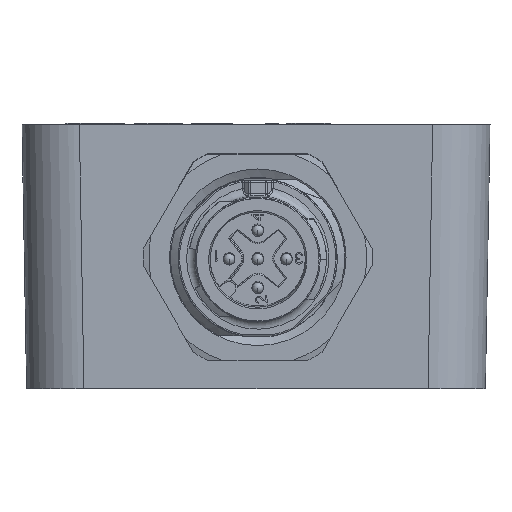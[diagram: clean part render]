
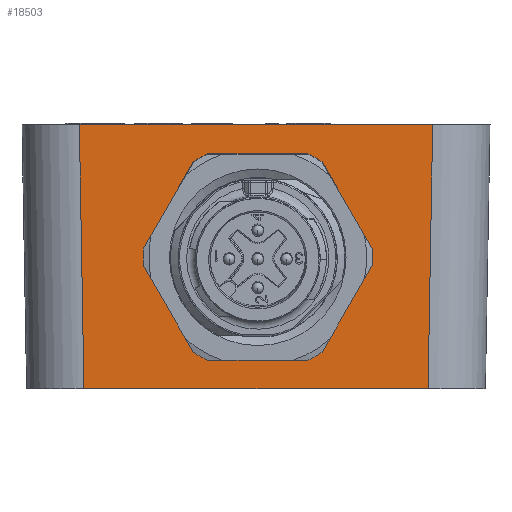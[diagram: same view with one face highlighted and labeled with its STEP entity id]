
A CAD part, front view. The second image highlights one B-rep face of the part: STEP entity #18503.
In plain terms, the highlighted planar face has unit normal (0, -1, -0.018).
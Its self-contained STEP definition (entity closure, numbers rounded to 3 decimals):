
#129=FACE_BOUND('',#3301,.T.);
#589=CIRCLE('',#19951,9.5);
#591=CIRCLE('',#19954,9.5);
#592=CIRCLE('',#19956,9.5);
#594=CIRCLE('',#19959,9.5);
#596=CIRCLE('',#19962,9.5);
#597=CIRCLE('',#19964,9.5);
#2191=FACE_OUTER_BOUND('',#3300,.T.);
#3300=EDGE_LOOP('',(#14023,#14024,#14025,#14026));
#3301=EDGE_LOOP('',(#14027,#14028,#14029,#14030,#14031,#14032,#14033,#14034,
#14035,#14036,#14037,#14038));
#4638=LINE('',#29833,#6222);
#4645=LINE('',#29867,#6229);
#4646=LINE('',#29951,#6230);
#4652=LINE('',#29961,#6236);
#4653=LINE('',#29963,#6237);
#4654=LINE('',#29965,#6238);
#4682=LINE('',#30683,#6266);
#4683=LINE('',#30685,#6267);
#4684=LINE('',#30687,#6268);
#4685=LINE('',#30688,#6269);
#6222=VECTOR('',#22546,10.);
#6229=VECTOR('',#22567,10.);
#6230=VECTOR('',#22600,10.);
#6236=VECTOR('',#22614,10.);
#6237=VECTOR('',#22617,10.);
#6238=VECTOR('',#22620,10.);
#6266=VECTOR('',#22660,1000.);
#6267=VECTOR('',#22661,1000.);
#6268=VECTOR('',#22662,1000.);
#6269=VECTOR('',#22663,1000.);
#7965=VERTEX_POINT('',#29825);
#7966=VERTEX_POINT('',#29832);
#7973=VERTEX_POINT('',#29859);
#7974=VERTEX_POINT('',#29866);
#7975=VERTEX_POINT('',#29875);
#7976=VERTEX_POINT('',#29876);
#7979=VERTEX_POINT('',#29894);
#7980=VERTEX_POINT('',#29903);
#7981=VERTEX_POINT('',#29904);
#7984=VERTEX_POINT('',#29922);
#7986=VERTEX_POINT('',#29933);
#7987=VERTEX_POINT('',#29942);
#8034=VERTEX_POINT('',#30681);
#8035=VERTEX_POINT('',#30682);
#8036=VERTEX_POINT('',#30684);
#8037=VERTEX_POINT('',#30686);
#10132=EDGE_CURVE('',#7966,#7965,#4638,.T.);
#10144=EDGE_CURVE('',#7974,#7973,#4645,.T.);
#10146=EDGE_CURVE('',#7975,#7976,#589,.T.);
#10150=EDGE_CURVE('',#7979,#7974,#591,.T.);
#10152=EDGE_CURVE('',#7980,#7981,#592,.T.);
#10156=EDGE_CURVE('',#7965,#7984,#594,.T.);
#10159=EDGE_CURVE('',#7986,#7966,#596,.T.);
#10162=EDGE_CURVE('',#7973,#7987,#597,.T.);
#10163=EDGE_CURVE('',#7976,#7979,#4646,.T.);
#10169=EDGE_CURVE('',#7981,#7975,#4652,.T.);
#10170=EDGE_CURVE('',#7984,#7980,#4653,.T.);
#10171=EDGE_CURVE('',#7987,#7986,#4654,.T.);
#10230=EDGE_CURVE('',#8034,#8035,#4682,.T.);
#10231=EDGE_CURVE('',#8035,#8036,#4683,.T.);
#10232=EDGE_CURVE('',#8036,#8037,#4684,.T.);
#10233=EDGE_CURVE('',#8037,#8034,#4685,.F.);
#14023=ORIENTED_EDGE('',*,*,#10230,.T.);
#14024=ORIENTED_EDGE('',*,*,#10231,.T.);
#14025=ORIENTED_EDGE('',*,*,#10232,.T.);
#14026=ORIENTED_EDGE('',*,*,#10233,.T.);
#14027=ORIENTED_EDGE('',*,*,#10152,.T.);
#14028=ORIENTED_EDGE('',*,*,#10169,.T.);
#14029=ORIENTED_EDGE('',*,*,#10146,.T.);
#14030=ORIENTED_EDGE('',*,*,#10163,.T.);
#14031=ORIENTED_EDGE('',*,*,#10150,.T.);
#14032=ORIENTED_EDGE('',*,*,#10144,.T.);
#14033=ORIENTED_EDGE('',*,*,#10162,.T.);
#14034=ORIENTED_EDGE('',*,*,#10171,.T.);
#14035=ORIENTED_EDGE('',*,*,#10159,.T.);
#14036=ORIENTED_EDGE('',*,*,#10132,.T.);
#14037=ORIENTED_EDGE('',*,*,#10156,.T.);
#14038=ORIENTED_EDGE('',*,*,#10170,.T.);
#17736=PLANE('',#19977);
#18503=ADVANCED_FACE('',(#2191,#129),#17736,.T.);
#19951=AXIS2_PLACEMENT_3D('',#29877,#22570,#22571);
#19954=AXIS2_PLACEMENT_3D('',#29895,#22576,#22577);
#19956=AXIS2_PLACEMENT_3D('',#29905,#22580,#22581);
#19959=AXIS2_PLACEMENT_3D('',#29923,#22586,#22587);
#19962=AXIS2_PLACEMENT_3D('',#29934,#22592,#22593);
#19964=AXIS2_PLACEMENT_3D('',#29949,#22596,#22597);
#19977=AXIS2_PLACEMENT_3D('',#30680,#22658,#22659);
#22546=DIRECTION('',(1.,0.,0.));
#22567=DIRECTION('',(-0.5,-0.015,0.866));
#22570=DIRECTION('center_axis',(0.,1.,0.017));
#22571=DIRECTION('ref_axis',(1.,0.,0.));
#22576=DIRECTION('center_axis',(0.,1.,0.017));
#22577=DIRECTION('ref_axis',(1.,0.,0.));
#22580=DIRECTION('center_axis',(0.,1.,0.017));
#22581=DIRECTION('ref_axis',(1.,0.,0.));
#22586=DIRECTION('center_axis',(0.,1.,0.017));
#22587=DIRECTION('ref_axis',(1.,0.,0.));
#22592=DIRECTION('center_axis',(0.,1.,0.017));
#22593=DIRECTION('ref_axis',(1.,0.,0.));
#22596=DIRECTION('center_axis',(0.,1.,0.017));
#22597=DIRECTION('ref_axis',(1.,0.,0.));
#22600=DIRECTION('',(-1.,0.,0.));
#22614=DIRECTION('',(-0.5,0.015,-0.866));
#22617=DIRECTION('',(0.5,0.015,-0.866));
#22620=DIRECTION('',(0.5,-0.015,0.866));
#22658=DIRECTION('center_axis',(0.,-1.,-0.017));
#22659=DIRECTION('ref_axis',(0.,0.017,-1.));
#22660=DIRECTION('',(-1.,0.,0.));
#22661=DIRECTION('',(0.017,0.017,-1.));
#22662=DIRECTION('',(1.,0.,0.));
#22663=DIRECTION('',(-0.017,0.017,-1.));
#29825=CARTESIAN_POINT('',(23.192,-0.358,20.501));
#29832=CARTESIAN_POINT('',(17.109,-0.358,20.501));
#29833=CARTESIAN_POINT('',(22.255,-0.358,20.501));
#29859=CARTESIAN_POINT('',(10.836,-0.168,9.637));
#29866=CARTESIAN_POINT('',(13.877,-0.076,4.369));
#29867=CARTESIAN_POINT('',(13.738,-0.08,4.609));
#29875=CARTESIAN_POINT('',(26.424,-0.076,4.369));
#29876=CARTESIAN_POINT('',(23.192,-0.044,2.504));
#29877=CARTESIAN_POINT('Origin',(20.151,-0.201,11.502));
#29894=CARTESIAN_POINT('',(17.109,-0.044,2.504));
#29895=CARTESIAN_POINT('Origin',(20.151,-0.201,11.502));
#29903=CARTESIAN_POINT('',(29.465,-0.233,13.368));
#29904=CARTESIAN_POINT('',(29.465,-0.168,9.637));
#29905=CARTESIAN_POINT('Origin',(20.151,-0.201,11.502));
#29922=CARTESIAN_POINT('',(26.424,-0.325,18.635));
#29923=CARTESIAN_POINT('Origin',(20.151,-0.201,11.502));
#29933=CARTESIAN_POINT('',(13.877,-0.325,18.635));
#29934=CARTESIAN_POINT('Origin',(20.151,-0.201,11.502));
#29942=CARTESIAN_POINT('',(10.836,-0.233,13.368));
#29949=CARTESIAN_POINT('Origin',(20.151,-0.201,11.502));
#29951=CARTESIAN_POINT('',(17.896,-0.044,2.504));
#29961=CARTESIAN_POINT('',(24.346,-0.013,0.77));
#29963=CARTESIAN_POINT('',(31.506,-0.172,9.834));
#29965=CARTESIAN_POINT('',(10.937,-0.236,13.543));
#30680=CARTESIAN_POINT('Origin',(20.,0.,0.));
#30681=CARTESIAN_POINT('',(35.402,-0.401,23.));
#30682=CARTESIAN_POINT('',(4.598,-0.401,23.));
#30683=CARTESIAN_POINT('',(20.,-0.401,23.));
#30684=CARTESIAN_POINT('',(4.999,0.,0.));
#30685=CARTESIAN_POINT('',(5.004,0.005,-0.262));
#30686=CARTESIAN_POINT('',(35.001,0.,0.));
#30687=CARTESIAN_POINT('',(20.,0.,0.));
#30688=CARTESIAN_POINT('',(34.996,0.005,-0.262));
